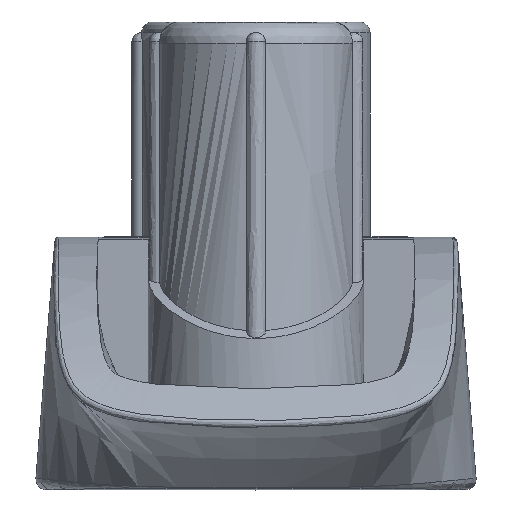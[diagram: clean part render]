
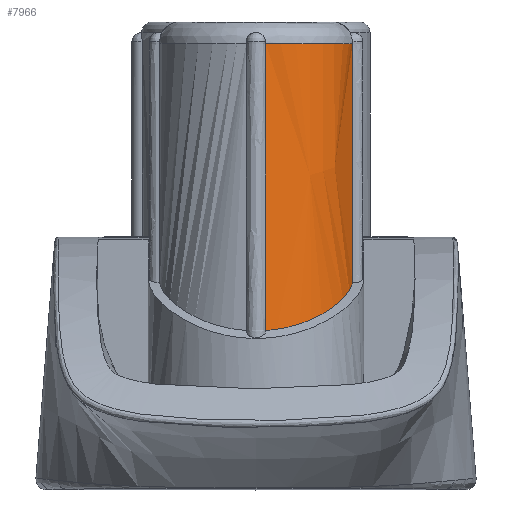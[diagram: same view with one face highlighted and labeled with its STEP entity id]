
A CAD part, front view. The second image highlights one B-rep face of the part: STEP entity #7966.
In plain terms, the highlighted free-form (B-spline) face has degree [2, 1] with [3, 2] control points.
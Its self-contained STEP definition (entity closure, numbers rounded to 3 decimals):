
#4062 = VERTEX_POINT('',#4063);
#4063 = CARTESIAN_POINT('',(5.51,-48.88,
    10.252));
#4074 = EDGE_CURVE('',#4075,#4062,#4077,.T.);
#4075 = VERTEX_POINT('',#4076);
#4076 = CARTESIAN_POINT('',(5.51,-48.88,
    -2.379));
#4077 = B_SPLINE_CURVE_WITH_KNOTS('',1,(#4078,#4079),.UNSPECIFIED.,.F.,
  .F.,(2,2),(-11.588,-0.5),.PIECEWISE_BEZIER_KNOTS.);
#4078 = CARTESIAN_POINT('',(5.51,-48.88,
    -2.379));
#4079 = CARTESIAN_POINT('',(5.51,-48.88,
    10.252));
#5001 = VERTEX_POINT('',#5002);
#5002 = CARTESIAN_POINT('',(0.922,-53.469,
    10.252));
#5011 = EDGE_CURVE('',#5001,#4062,#5012,.T.);
#5012 = ( BOUNDED_CURVE() B_SPLINE_CURVE(2,(#5013,#5014,#5015),
.UNSPECIFIED.,.F.,.F.) B_SPLINE_CURVE_WITH_KNOTS((3,3),(0.1,
1.471),.PIECEWISE_BEZIER_KNOTS.) CURVE() 
GEOMETRIC_REPRESENTATION_ITEM() RATIONAL_B_SPLINE_CURVE((1.,
0.774,1.)) REPRESENTATION_ITEM('') );
#5013 = CARTESIAN_POINT('',(0.922,-53.469,
    10.252));
#5014 = CARTESIAN_POINT('',(5.092,-53.05,
    10.252));
#5015 = CARTESIAN_POINT('',(5.51,-48.88,
    10.252));
#5680 = VERTEX_POINT('',#5681);
#5681 = CARTESIAN_POINT('',(0.922,-53.469,
    -4.897));
#5712 = EDGE_CURVE('',#4075,#5680,#5713,.T.);
#5713 = B_SPLINE_CURVE_WITH_KNOTS('',3,(#5714,#5715,#5716,#5717,#5718,
    #5719,#5720,#5721,#5722,#5723,#5724,#5725),.UNSPECIFIED.,.F.,.F.,(4,
    2,2,2,2,4),(-1.666,-1.587,-1.438,
    -1.236,-1.071,-1.005),.UNSPECIFIED.);
#5714 = CARTESIAN_POINT('',(5.51,-48.88,
    -2.379));
#5715 = CARTESIAN_POINT('',(5.483,-49.157,
    -2.497));
#5716 = CARTESIAN_POINT('',(5.433,-49.429,
    -2.62));
#5717 = CARTESIAN_POINT('',(5.228,-50.192,
    -2.978));
#5718 = CARTESIAN_POINT('',(5.021,-50.666,
    -3.219));
#5719 = CARTESIAN_POINT('',(4.375,-51.691,
    -3.773));
#5720 = CARTESIAN_POINT('',(3.88,-52.21,
    -4.084));
#5721 = CARTESIAN_POINT('',(2.795,-52.944,
    -4.545));
#5722 = CARTESIAN_POINT('',(2.243,-53.195,
    -4.712));
#5723 = CARTESIAN_POINT('',(1.408,-53.402,
    -4.852));
#5724 = CARTESIAN_POINT('',(1.166,-53.444,
    -4.88));
#5725 = CARTESIAN_POINT('',(0.922,-53.469,
    -4.897));
#7872 = EDGE_CURVE('',#5001,#5680,#7873,.T.);
#7873 = B_SPLINE_CURVE_WITH_KNOTS('',1,(#7874,#7875),.UNSPECIFIED.,.F.,
  .F.,(2,2),(0.5,13.799),.PIECEWISE_BEZIER_KNOTS.);
#7874 = CARTESIAN_POINT('',(0.922,-53.469,
    10.252));
#7875 = CARTESIAN_POINT('',(0.922,-53.469,
    -4.897));
#7966 = ADVANCED_FACE('',(#7967),#7973,.T.);
#7967 = FACE_BOUND('',#7968,.T.);
#7968 = EDGE_LOOP('',(#7969,#7970,#7971,#7972));
#7969 = ORIENTED_EDGE('',*,*,#4074,.T.);
#7970 = ORIENTED_EDGE('',*,*,#5011,.F.);
#7971 = ORIENTED_EDGE('',*,*,#7872,.T.);
#7972 = ORIENTED_EDGE('',*,*,#5712,.F.);
#7973 = ( BOUNDED_SURFACE() B_SPLINE_SURFACE(2,1,(
    (#7974,#7975)
    ,(#7976,#7977)
    ,(#7978,#7979
)),.UNSPECIFIED.,.F.,.F.,.F.) B_SPLINE_SURFACE_WITH_KNOTS((3,3),(2,2),(
    4.812,6.183),(-4.315,8.984),
.PIECEWISE_BEZIER_KNOTS.) GEOMETRIC_REPRESENTATION_ITEM() 
RATIONAL_B_SPLINE_SURFACE((
    (1.,1.)
    ,(0.774,0.774)
,(1.,1.))) REPRESENTATION_ITEM('') SURFACE() );
#7974 = CARTESIAN_POINT('',(0.922,-53.469,
    -4.897));
#7975 = CARTESIAN_POINT('',(0.922,-53.469,
    10.252));
#7976 = CARTESIAN_POINT('',(5.092,-53.05,
    -4.897));
#7977 = CARTESIAN_POINT('',(5.092,-53.05,
    10.252));
#7978 = CARTESIAN_POINT('',(5.51,-48.88,
    -4.897));
#7979 = CARTESIAN_POINT('',(5.51,-48.88,
    10.252));
